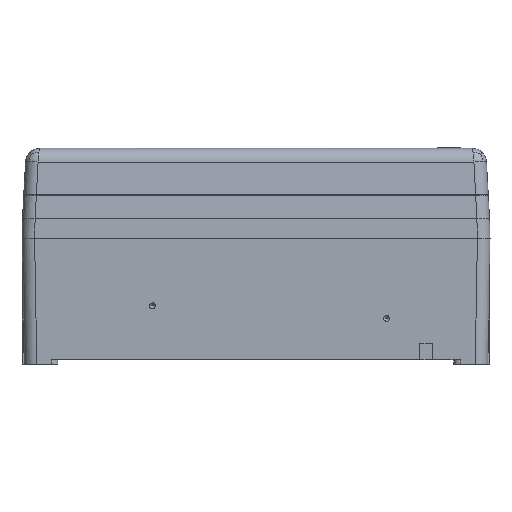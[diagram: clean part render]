
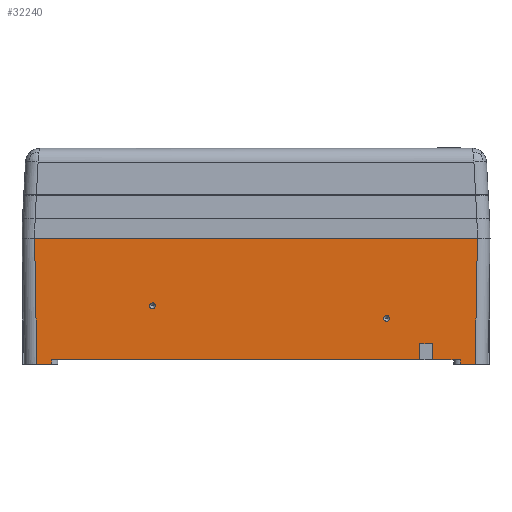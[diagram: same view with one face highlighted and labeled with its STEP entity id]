
A CAD part, front view. The second image highlights one B-rep face of the part: STEP entity #32240.
In plain terms, the highlighted face is planar.
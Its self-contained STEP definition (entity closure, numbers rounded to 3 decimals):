
#60=CARTESIAN_POINT('',(-9.922,165.257,
-154.256));
#70=DIRECTION('',(-1.,-0.017,
0.017));
#80=VECTOR('',#70,1.);
#90=LINE('',#60,#80);
#100=CARTESIAN_POINT('',(32.7,166.001,
-155.));
#110=VERTEX_POINT('',#100);
#120=CARTESIAN_POINT('',(-37.3,164.779,
-153.778));
#130=VERTEX_POINT('',#120);
#140=EDGE_CURVE('',#110,#130,#90,.T.);
#9510=CARTESIAN_POINT('',(-34.8,-70.5,
-153.822));
#9520=VERTEX_POINT('',#9510);
#9550=CARTESIAN_POINT('',(-34.8,47.736,
-153.822));
#9560=DIRECTION('',(0.,1.,0.));
#9570=VECTOR('',#9560,1.);
#9580=LINE('',#9550,#9570);
#9590=CARTESIAN_POINT('',(-34.8,134.,-153.822));
#9600=VERTEX_POINT('',#9590);
#9610=EDGE_CURVE('',#9520,#9600,#9580,.T.);
#9830=CARTESIAN_POINT('',(-34.8,141.,
-153.822));
#9840=VERTEX_POINT('',#9830);
#9870=CARTESIAN_POINT('',(-34.8,156.5,
-153.822));
#9880=VERTEX_POINT('',#9870);
#9890=EDGE_CURVE('',#9840,#9880,#9580,.T.);
#12670=CARTESIAN_POINT('',(-9.861,-70.5,
-154.257));
#12680=DIRECTION('',(-1.,0.,
0.017));
#12690=VECTOR('',#12680,1.);
#12700=LINE('',#12670,#12690);
#12710=CARTESIAN_POINT('',(-37.3,-70.5,
-153.778));
#12720=VERTEX_POINT('',#12710);
#12730=EDGE_CURVE('',#9520,#12720,#12700,.T.);
#20670=CARTESIAN_POINT('',(-9.861,156.5,
-154.257));
#20680=DIRECTION('',(-1.,0.,
0.017));
#20690=VECTOR('',#20680,1.);
#20700=LINE('',#20670,#20690);
#20710=CARTESIAN_POINT('',(-37.3,156.5,
-153.778));
#20720=VERTEX_POINT('',#20710);
#20730=EDGE_CURVE('',#9880,#20720,#20700,.T.);
#27080=CARTESIAN_POINT('',(-11.8,117.107,
-154.223));
#27090=VERTEX_POINT('',#27080);
#27160=CARTESIAN_POINT('',(-11.8,113.893,
-154.223));
#27170=VERTEX_POINT('',#27160);
#27200=CARTESIAN_POINT('',(-11.772,115.5,
-154.224));
#27210=DIRECTION('',(-0.017,0.,
-1.));
#27220=DIRECTION('',(1.,0.,
-0.017));
#27230=AXIS2_PLACEMENT_3D('',#27200,#27210,#27220);
#27240=ELLIPSE('',#27230,1.608,1.608);
#27250=CARTESIAN_POINT('',(-10.164,115.5,
-154.252));
#27260=VERTEX_POINT('',#27250);
#27270=EDGE_CURVE('',#27260,#27170,#27240,.T.);
#27290=EDGE_CURVE('',#27090,#27260,#27240,.T.);
#31370=CARTESIAN_POINT('',(-37.289,48.5,
-153.778));
#31380=DIRECTION('',(-0.017,0.,
-1.));
#31390=DIRECTION('',(0.,1.,0.));
#31400=AXIS2_PLACEMENT_3D('',#31370,#31380,#31390);
#31410=PLANE('',#31400);
#31420=CARTESIAN_POINT('',(-4.771,-14.5,
-154.346));
#31430=DIRECTION('',(-0.017,0.,
-1.));
#31440=DIRECTION('',(1.,0.,
-0.017));
#31450=AXIS2_PLACEMENT_3D('',#31420,#31430,#31440);
#31460=ELLIPSE('',#31450,1.639,1.638);
#31470=CARTESIAN_POINT('',(-3.133,-14.5,
-154.375));
#31480=VERTEX_POINT('',#31470);
#31490=CARTESIAN_POINT('',(-4.8,-16.138,
-154.345));
#31500=VERTEX_POINT('',#31490);
#31510=EDGE_CURVE('',#31480,#31500,#31460,.T.);
#31520=ORIENTED_EDGE('',*,*,#31510,.F.);
#31530=CARTESIAN_POINT('',(-4.8,-12.862,
-154.345));
#31540=VERTEX_POINT('',#31530);
#31550=EDGE_CURVE('',#31500,#31540,#31460,.T.);
#31560=ORIENTED_EDGE('',*,*,#31550,.F.);
#31570=EDGE_CURVE('',#31540,#31480,#31460,.T.);
#31580=ORIENTED_EDGE('',*,*,#31570,.F.);
#31590=EDGE_LOOP('',(#31580,#31560,#31520));
#31600=FACE_BOUND('',#31590,.T.);
#31610=ORIENTED_EDGE('',*,*,#27270,.F.);
#31620=EDGE_CURVE('',#27170,#27090,#27240,.T.);
#31630=ORIENTED_EDGE('',*,*,#31620,.F.);
#31640=ORIENTED_EDGE('',*,*,#27290,.F.);
#31650=EDGE_LOOP('',(#31640,#31630,#31610));
#31660=FACE_BOUND('',#31650,.T.);
#31670=ORIENTED_EDGE('',*,*,#12730,.F.);
#31680=CARTESIAN_POINT('',(-37.3,47.736,
-153.778));
#31690=DIRECTION('',(0.,-1.,0.));
#31700=VECTOR('',#31690,1.);
#31710=LINE('',#31680,#31700);
#31720=CARTESIAN_POINT('',(-37.3,-78.779,
-153.778));
#31730=VERTEX_POINT('',#31720);
#31740=EDGE_CURVE('',#12720,#31730,#31710,.T.);
#31750=ORIENTED_EDGE('',*,*,#31740,.F.);
#31760=CARTESIAN_POINT('',(-9.922,-79.257,
-154.256));
#31770=DIRECTION('',(1.,-0.017,
-0.017));
#31780=VECTOR('',#31770,1.);
#31790=LINE('',#31760,#31780);
#31800=CARTESIAN_POINT('',(32.7,-80.001,
-155.));
#31810=VERTEX_POINT('',#31800);
#31820=EDGE_CURVE('',#31730,#31810,#31790,.T.);
#31830=ORIENTED_EDGE('',*,*,#31820,.F.);
#31840=CARTESIAN_POINT('',(32.7,47.736,
-155.));
#31850=DIRECTION('',(0.,-1.,0.));
#31860=VECTOR('',#31850,1.);
#31870=LINE('',#31840,#31860);
#31880=EDGE_CURVE('',#110,#31810,#31870,.T.);
#31890=ORIENTED_EDGE('',*,*,#31880,.T.);
#31900=ORIENTED_EDGE('',*,*,#140,.F.);
#31910=CARTESIAN_POINT('',(-37.3,47.736,
-153.778));
#31920=DIRECTION('',(0.,-1.,0.));
#31930=VECTOR('',#31920,1.);
#31940=LINE('',#31910,#31930);
#31950=EDGE_CURVE('',#130,#20720,#31940,.T.);
#31960=ORIENTED_EDGE('',*,*,#31950,.F.);
#31970=ORIENTED_EDGE('',*,*,#20730,.T.);
#31980=ORIENTED_EDGE('',*,*,#9890,.T.);
#31990=CARTESIAN_POINT('',(-9.8,141.,
-154.258));
#32000=DIRECTION('',(-1.,0.,
0.017));
#32010=VECTOR('',#32000,1.);
#32020=LINE('',#31990,#32010);
#32030=CARTESIAN_POINT('',(-25.8,141.,
-153.979));
#32040=VERTEX_POINT('',#32030);
#32050=EDGE_CURVE('',#32040,#9840,#32020,.T.);
#32060=ORIENTED_EDGE('',*,*,#32050,.T.);
#32070=CARTESIAN_POINT('',(-25.8,47.736,
-153.979));
#32080=DIRECTION('',(0.,-1.,0.));
#32090=VECTOR('',#32080,1.);
#32100=LINE('',#32070,#32090);
#32110=CARTESIAN_POINT('',(-25.8,134.,
-153.979));
#32120=VERTEX_POINT('',#32110);
#32130=EDGE_CURVE('',#32040,#32120,#32100,.T.);
#32140=ORIENTED_EDGE('',*,*,#32130,.F.);
#32150=CARTESIAN_POINT('',(-9.8,134.,
-154.258));
#32160=DIRECTION('',(1.,0.,
-0.017));
#32170=VECTOR('',#32160,1.);
#32180=LINE('',#32150,#32170);
#32190=EDGE_CURVE('',#9600,#32120,#32180,.T.);
#32200=ORIENTED_EDGE('',*,*,#32190,.T.);
#32210=ORIENTED_EDGE('',*,*,#9610,.T.);
#32220=EDGE_LOOP('',(#32210,#32200,#32140,#32060,#31980,#31970,#31960,
#31900,#31890,#31830,#31750,#31670));
#32230=FACE_OUTER_BOUND('',#32220,.T.);
#32240=ADVANCED_FACE('',(#31600,#31660,#32230),#31410,.T.);
